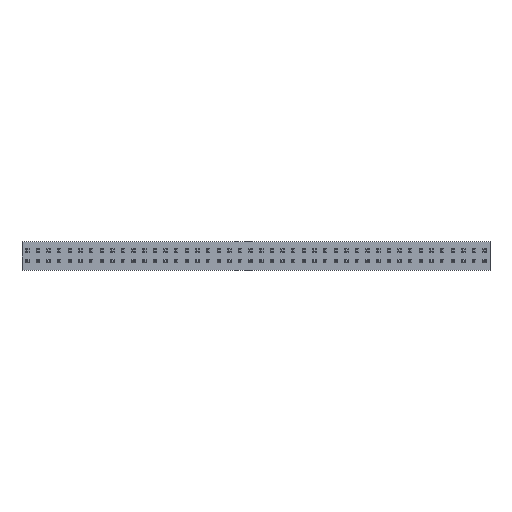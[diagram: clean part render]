
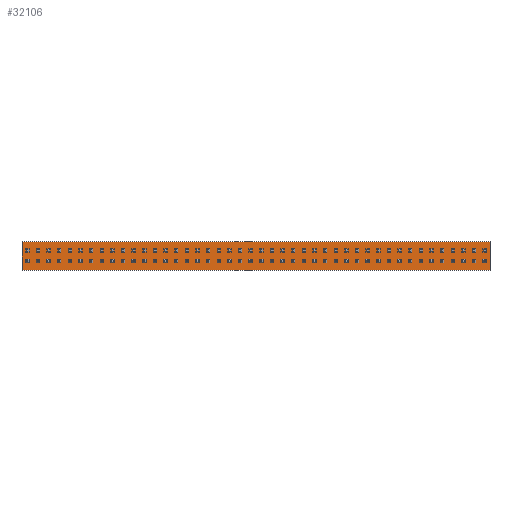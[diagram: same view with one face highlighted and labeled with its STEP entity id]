
A CAD part, top view. The second image highlights one B-rep face of the part: STEP entity #32106.
In plain terms, the highlighted face is planar.
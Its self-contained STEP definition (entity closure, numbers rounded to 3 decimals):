
#31974 = EDGE_CURVE('',#31975,#31977,#31979,.T.);
#31975 = VERTEX_POINT('',#31976);
#31976 = CARTESIAN_POINT('',(-27.94,1.778,-1.715));
#31977 = VERTEX_POINT('',#31978);
#31978 = CARTESIAN_POINT('',(-27.94,1.778,1.715));
#31979 = LINE('',#31980,#31981);
#31980 = CARTESIAN_POINT('',(-27.94,1.778,-1.715));
#31981 = VECTOR('',#31982,1.);
#31982 = DIRECTION('',(0.,0.,1.));
#32014 = EDGE_CURVE('',#31977,#32015,#32017,.T.);
#32015 = VERTEX_POINT('',#32016);
#32016 = CARTESIAN_POINT('',(27.94,1.778,1.715));
#32017 = LINE('',#32018,#32019);
#32018 = CARTESIAN_POINT('',(-27.94,1.778,1.715));
#32019 = VECTOR('',#32020,1.);
#32020 = DIRECTION('',(1.,0.,0.));
#32045 = EDGE_CURVE('',#32015,#32046,#32048,.T.);
#32046 = VERTEX_POINT('',#32047);
#32047 = CARTESIAN_POINT('',(27.94,1.778,-1.715));
#32048 = LINE('',#32049,#32050);
#32049 = CARTESIAN_POINT('',(27.94,1.778,1.715));
#32050 = VECTOR('',#32051,1.);
#32051 = DIRECTION('',(0.,0.,-1.));
#32076 = EDGE_CURVE('',#32046,#31975,#32077,.T.);
#32077 = LINE('',#32078,#32079);
#32078 = CARTESIAN_POINT('',(27.94,1.778,-1.715));
#32079 = VECTOR('',#32080,1.);
#32080 = DIRECTION('',(-1.,0.,0.));
#32106 = ADVANCED_FACE('',(#32107),#32113,.T.);
#32107 = FACE_BOUND('',#32108,.T.);
#32108 = EDGE_LOOP('',(#32109,#32110,#32111,#32112));
#32109 = ORIENTED_EDGE('',*,*,#31974,.T.);
#32110 = ORIENTED_EDGE('',*,*,#32014,.T.);
#32111 = ORIENTED_EDGE('',*,*,#32045,.T.);
#32112 = ORIENTED_EDGE('',*,*,#32076,.T.);
#32113 = PLANE('',#32114);
#32114 = AXIS2_PLACEMENT_3D('',#32115,#32116,#32117);
#32115 = CARTESIAN_POINT('',(0.,1.778,0.));
#32116 = DIRECTION('',(0.,1.,0.));
#32117 = DIRECTION('',(0.,-0.,1.));
